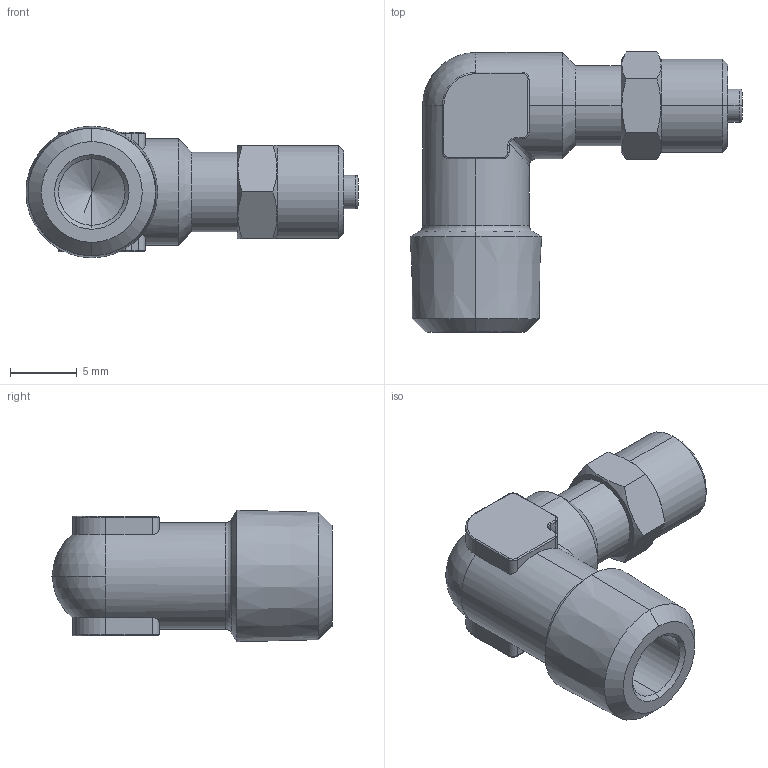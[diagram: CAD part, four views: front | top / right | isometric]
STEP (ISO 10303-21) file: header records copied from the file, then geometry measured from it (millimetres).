
FILE_DESCRIPTION (( 'STEP AP203' ), '1' );
FILE_NAME ('02060011.STEP', '2011-09-20T11:59:54', ( '' ), ( 'sopra-pneumatic' ), 'SwSTEP 2.0', 'SolidWorks 2011', '' );
FILE_SCHEMA (( 'CONFIG_CONTROL_DESIGN' ));
Length unit declared in the file: millimetre
Products named in the file (1): 02060011
Bounding box: 24.95 x 21.04 x 9.89 mm (x, y, z)
Volume: 1412.6 mm3; surface area: 1480.8 mm2
Topology: 1 solids, 1 shells, 110 faces, 257 edges, 150 vertices
Faces by surface type: cylinder 40, cone 26, plane 25, torus 16, sphere 2, bspline 1
Entity records: 3374 total; most frequent: CARTESIAN_POINT 796, DIRECTION 554, ORIENTED_EDGE 510, EDGE_CURVE 255, AXIS2_PLACEMENT_3D 228, VERTEX_POINT 150, CIRCLE 118, EDGE_LOOP 115
